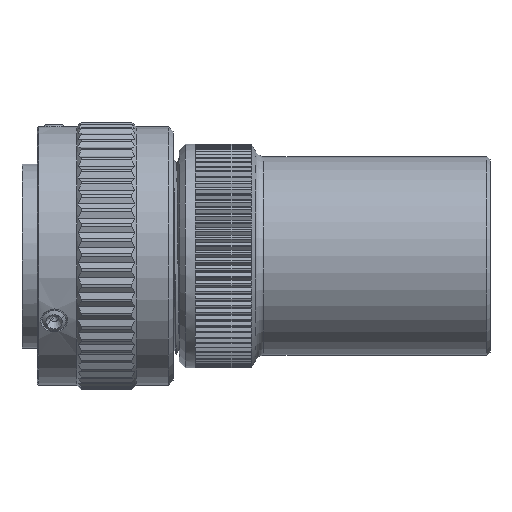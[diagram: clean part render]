
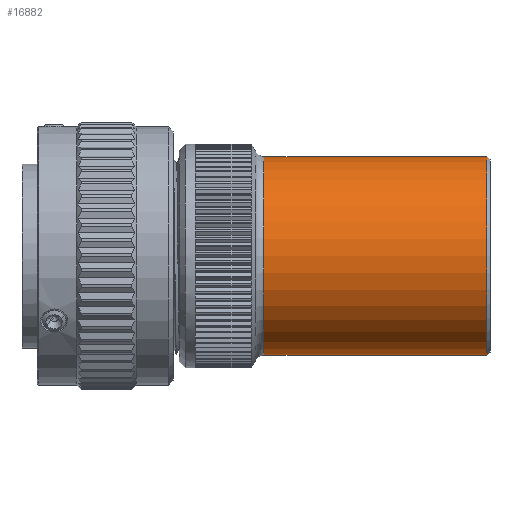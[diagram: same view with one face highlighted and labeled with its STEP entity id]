
A CAD part, top view. The second image highlights one B-rep face of the part: STEP entity #16882.
In plain terms, the highlighted cylindrical face has radius 16 mm (diameter 32 mm), a partial arc.
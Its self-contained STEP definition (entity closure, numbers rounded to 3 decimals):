
#46=CARTESIAN_POINT('',(49.5,0.,0.));
#47=DIRECTION('',(1.,0.,0.));
#48=DIRECTION('',(0.,1.,0.));
#49=AXIS2_PLACEMENT_3D('',#46,#47,#48);
#51=DIRECTION('',(-1.,0.,0.));
#52=VECTOR('',#51,35.879);
#53=CARTESIAN_POINT('',(49.5,16.,0.));
#54=LINE('1139',#53,#52);
#55=DIRECTION('',(-1.,0.,0.));
#56=VECTOR('',#55,35.879);
#57=CARTESIAN_POINT('',(49.5,-16.,0.));
#58=LINE('1141',#57,#56);
#79=CARTESIAN_POINT('',(13.621,0.,0.));
#80=DIRECTION('',(1.,0.,0.));
#81=DIRECTION('',(0.,1.,0.));
#82=AXIS2_PLACEMENT_3D('',#79,#80,#81);
#13952=CARTESIAN_POINT('',(49.5,16.,0.));
#13953=CARTESIAN_POINT('',(13.621,16.,0.));
#13954=VERTEX_POINT('',#13952);
#13955=VERTEX_POINT('',#13953);
#13960=CARTESIAN_POINT('',(49.5,-16.,0.));
#13961=CARTESIAN_POINT('',(13.621,-16.,0.));
#13962=VERTEX_POINT('',#13960);
#13963=VERTEX_POINT('',#13961);
#16868=CARTESIAN_POINT('',(-2.5,0.,0.));
#16869=DIRECTION('',(1.,0.,0.));
#16870=DIRECTION('',(0.,-1.,0.));
#16871=AXIS2_PLACEMENT_3D('',#16868,#16869,#16870);
#16872=CYLINDRICAL_SURFACE('246',#16871,16.);
#16874=ORIENTED_EDGE('1139',*,*,#16873,.F.);
#16875=ORIENTED_EDGE('1189',*,*,#16856,.T.);
#16877=ORIENTED_EDGE('1141',*,*,#16876,.T.);
#16879=ORIENTED_EDGE('1182',*,*,#16878,.F.);
#16880=EDGE_LOOP('246',(#16874,#16875,#16877,#16879));
#16881=FACE_OUTER_BOUND('246',#16880,.F.);
#50=CIRCLE('1189',#49,16.);
#83=CIRCLE('1182',#82,16.);
#16856=EDGE_CURVE('1189',#13954,#13962,#50,.T.);
#16873=EDGE_CURVE('1139',#13954,#13955,#54,.T.);
#16876=EDGE_CURVE('1141',#13962,#13963,#58,.T.);
#16878=EDGE_CURVE('1182',#13955,#13963,#83,.T.);
#16882=ADVANCED_FACE('246',(#16881),#16872,.T.);
